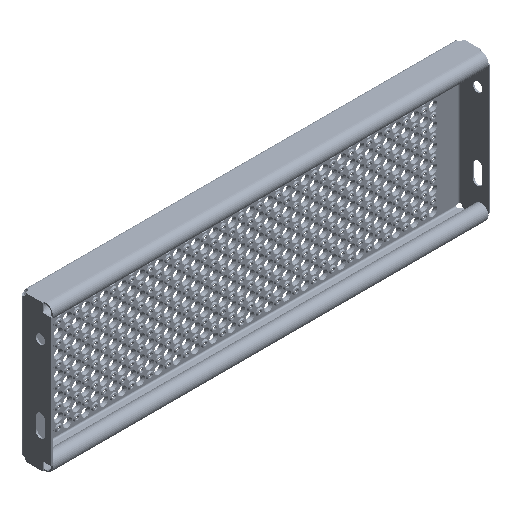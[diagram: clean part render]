
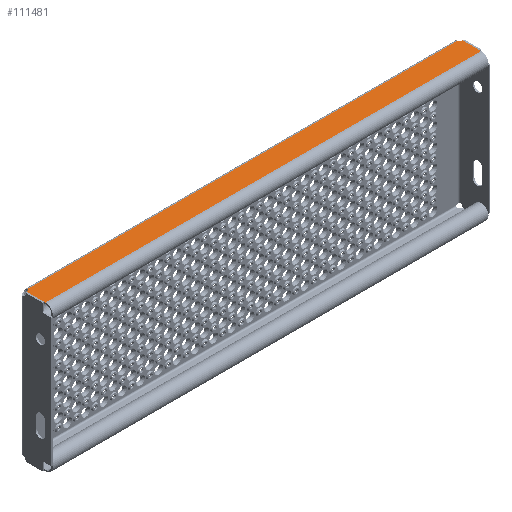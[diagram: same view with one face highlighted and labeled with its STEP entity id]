
A CAD part, isometric view. The second image highlights one B-rep face of the part: STEP entity #111481.
In plain terms, the highlighted planar face has unit normal (0, 0, 1).
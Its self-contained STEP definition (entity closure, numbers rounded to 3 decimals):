
#11737 = EDGE_LOOP ( 'NONE', ( #21121, #21125, #21117, #21122, #21126, #21130 ) ) ;
#21117 = ORIENTED_EDGE ( 'NONE', *, *, #25738, .T. ) ;
#21121 = ORIENTED_EDGE ( 'NONE', *, *, #25741, .T. ) ;
#21122 = ORIENTED_EDGE ( 'NONE', *, *, #25721, .F. ) ;
#21125 = ORIENTED_EDGE ( 'NONE', *, *, #25730, .T. ) ;
#21126 = ORIENTED_EDGE ( 'NONE', *, *, #25742, .T. ) ;
#21130 = ORIENTED_EDGE ( 'NONE', *, *, #25694, .T. ) ;
#25200 = LINE ( 'NONE', #58220, #31559 ) ;
#25203 = LINE ( 'NONE', #58348, #31569 ) ;
#25207 = LINE ( 'NONE', #58356, #31583 ) ;
#25209 = LINE ( 'NONE', #58369, #31603 ) ;
#25694 = EDGE_CURVE ( 'NONE', #114829, #114828, #25200, .T. ) ;
#25721 = EDGE_CURVE ( 'NONE', #114833, #114836, #25203, .T. ) ;
#25730 = EDGE_CURVE ( 'NONE', #114841, #114844, #25207, .T. ) ;
#25738 = EDGE_CURVE ( 'NONE', #114844, #114836, #31596, .T. ) ;
#25741 = EDGE_CURVE ( 'NONE', #114828, #114841, #25209, .T. ) ;
#25742 = EDGE_CURVE ( 'NONE', #114833, #114829, #31591, .T. ) ;
#31559 = VECTOR ( 'NONE', #58222, 1000. ) ;
#31569 = VECTOR ( 'NONE', #58349, 1000. ) ;
#31583 = VECTOR ( 'NONE', #58357, 1000. ) ;
#31591 = CIRCLE ( 'NONE', #31605, 5. ) ;
#31596 = CIRCLE ( 'NONE', #31598, 5. ) ;
#31598 = AXIS2_PLACEMENT_3D ( 'NONE', #58366, #58367, #58368 ) ;
#31603 = VECTOR ( 'NONE', #58370, 1000. ) ;
#31605 = AXIS2_PLACEMENT_3D ( 'NONE', #58371, #58372, #58373 ) ;
#50468 = AXIS2_PLACEMENT_3D ( 'NONE', #52107, #52109, #52111 ) ;
#52105 = PLANE ( 'NONE',  #50468 ) ;
#52107 = CARTESIAN_POINT ( 'NONE',  ( -299., 195.712, 100. ) ) ;
#52109 = DIRECTION ( 'NONE',  ( 0., 0., 1. ) ) ;
#52111 = DIRECTION ( 'NONE',  ( 0., -1., 0. ) ) ;
#55450 = FACE_OUTER_BOUND ( 'NONE', #11737, .T. ) ;
#56679 = CARTESIAN_POINT ( 'NONE',  ( -297.99, -32.498, 100. ) ) ;
#56680 = CARTESIAN_POINT ( 'NONE',  ( -297.99, -7.185, 100. ) ) ;
#56682 = CARTESIAN_POINT ( 'NONE',  ( -294.302, -4., 100. ) ) ;
#56683 = CARTESIAN_POINT ( 'NONE',  ( 294.302, -4., 100. ) ) ;
#56686 = CARTESIAN_POINT ( 'NONE',  ( 297.99, -32.498, 100. ) ) ;
#56688 = CARTESIAN_POINT ( 'NONE',  ( 297.99, -7.185, 100. ) ) ;
#58220 = CARTESIAN_POINT ( 'NONE',  ( -297.99, -7.185, 100. ) ) ;
#58222 = DIRECTION ( 'NONE',  ( 0., -1., 0. ) ) ;
#58348 = CARTESIAN_POINT ( 'NONE',  ( -299., -4., 100. ) ) ;
#58349 = DIRECTION ( 'NONE',  ( 1., 0., 0. ) ) ;
#58356 = CARTESIAN_POINT ( 'NONE',  ( 297.99, -7.185, 100. ) ) ;
#58357 = DIRECTION ( 'NONE',  ( 0., 1., 0. ) ) ;
#58366 = CARTESIAN_POINT ( 'NONE',  ( 299., -2.288, 100. ) ) ;
#58367 = DIRECTION ( 'NONE',  ( 0., 0., -1. ) ) ;
#58368 = DIRECTION ( 'NONE',  ( 0., -1., 0. ) ) ;
#58369 = CARTESIAN_POINT ( 'NONE',  ( -297.99, -32.498, 100. ) ) ;
#58370 = DIRECTION ( 'NONE',  ( 1., 0., 0. ) ) ;
#58371 = CARTESIAN_POINT ( 'NONE',  ( -299., -2.288, 100. ) ) ;
#58372 = DIRECTION ( 'NONE',  ( 0., 0., -1. ) ) ;
#58373 = DIRECTION ( 'NONE',  ( 0., -1., 0. ) ) ;
#111481 = ADVANCED_FACE ( 'NONE', ( #55450 ), #52105, .T. ) ;
#114828 = VERTEX_POINT ( 'NONE', #56679 ) ;
#114829 = VERTEX_POINT ( 'NONE', #56680 ) ;
#114833 = VERTEX_POINT ( 'NONE', #56682 ) ;
#114836 = VERTEX_POINT ( 'NONE', #56683 ) ;
#114841 = VERTEX_POINT ( 'NONE', #56686 ) ;
#114844 = VERTEX_POINT ( 'NONE', #56688 ) ;
